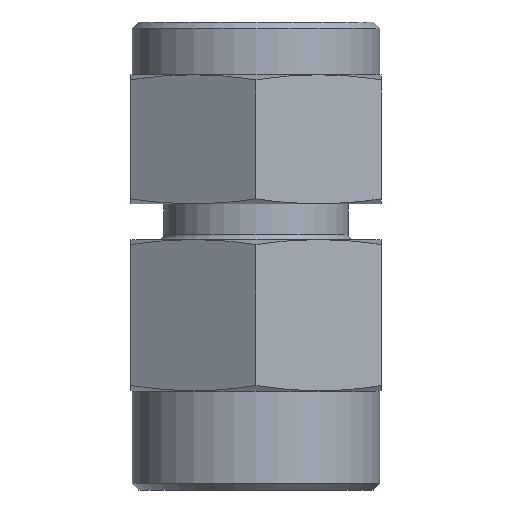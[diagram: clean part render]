
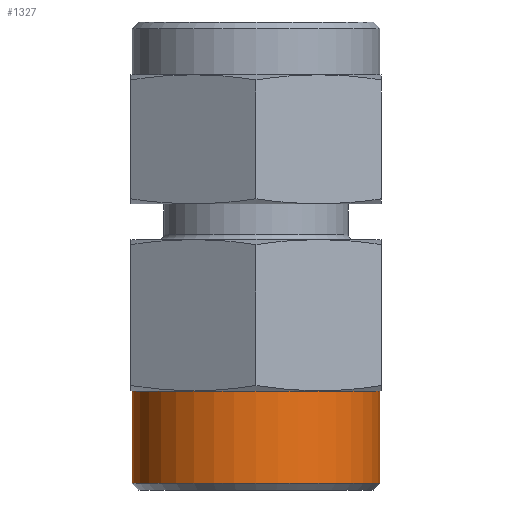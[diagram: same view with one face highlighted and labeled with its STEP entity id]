
A CAD part, front view. The second image highlights one B-rep face of the part: STEP entity #1327.
In plain terms, the highlighted cylindrical face has radius 9.4 mm (diameter 18.8 mm), a full revolution.
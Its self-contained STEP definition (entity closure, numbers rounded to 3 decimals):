
#1293=CARTESIAN_POINT('',(-9.4,0.,0.5));
#1294=VERTEX_POINT('',#1293);
#1295=CARTESIAN_POINT('',(0.0,0.0,0.5));
#1296=DIRECTION('',(0.0,0.0,-1.0));
#1297=DIRECTION('',(1.0,0.0,0.0));
#1298=AXIS2_PLACEMENT_3D('',#1295,#1296,#1297);
#1299=CIRCLE('',#1298,9.4);
#1300=EDGE_CURVE('',#1294,#1294,#1299,.T.);
#1308=CARTESIAN_POINT('',(0.0,0.0,0.0));
#1309=DIRECTION('',(0.0,0.0,1.0));
#1310=DIRECTION('',(1.0,0.0,0.0));
#1311=AXIS2_PLACEMENT_3D('',#1308,#1309,#1310);
#1312=CYLINDRICAL_SURFACE('',#1311,9.4);
#1313=CARTESIAN_POINT('',(-9.4,0.,7.5));
#1314=VERTEX_POINT('',#1313);
#1315=CARTESIAN_POINT('',(0.0,0.0,7.5));
#1316=DIRECTION('',(0.0,0.0,-1.0));
#1317=DIRECTION('',(1.0,0.0,0.0));
#1318=AXIS2_PLACEMENT_3D('',#1315,#1316,#1317);
#1319=CIRCLE('',#1318,9.4);
#1320=EDGE_CURVE('',#1314,#1314,#1319,.T.);
#1321=ORIENTED_EDGE('',*,*,#1320,.T.);
#1322=EDGE_LOOP('',(#1321));
#1323=FACE_OUTER_BOUND('',#1322,.T.);
#1324=ORIENTED_EDGE('',*,*,#1300,.F.);
#1325=EDGE_LOOP('',(#1324));
#1326=FACE_BOUND('',#1325,.T.);
#1327=ADVANCED_FACE('',(#1323,#1326),#1312,.T.);
